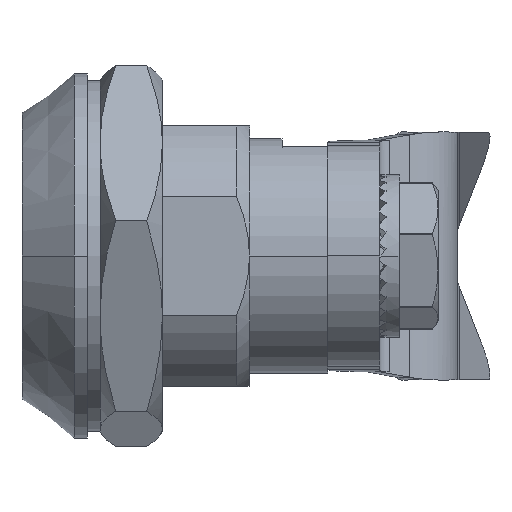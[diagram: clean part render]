
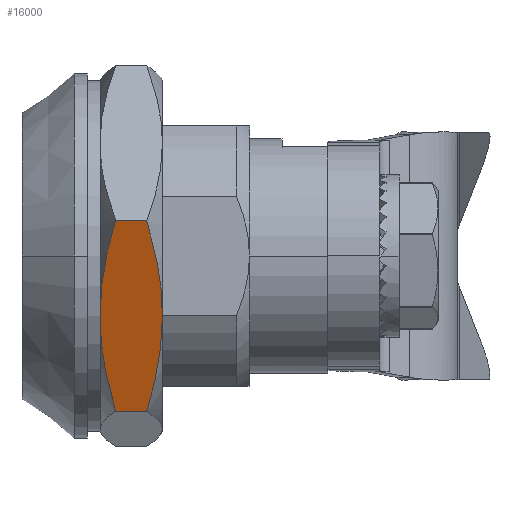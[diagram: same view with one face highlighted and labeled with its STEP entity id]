
A CAD part, left-side view. The second image highlights one B-rep face of the part: STEP entity #16000.
In plain terms, the highlighted planar face has unit normal (-0.94, 0, -0.342).
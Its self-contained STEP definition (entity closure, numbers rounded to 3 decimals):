
#374 = CARTESIAN_POINT ( 'NONE',  ( -10.899, -5.265, -9.534 ) ) ;
#623 = CARTESIAN_POINT ( 'NONE',  ( -10.026, -2.206, -11.937 ) ) ;
#925 = VERTEX_POINT ( 'NONE', #11573 ) ;
#1133 = CARTESIAN_POINT ( 'NONE',  ( -14.915, -4.962, 1.517 ) ) ;
#1286 = DIRECTION ( 'NONE',  ( 0., 1., 0. ) ) ;
#1649 = EDGE_LOOP ( 'NONE', ( #10945, #16809, #12759, #9809, #2430, #12677 ) ) ;
#1786 = EDGE_CURVE ( 'NONE', #13345, #7400, #7183, .T. ) ;
#2082 = VERTEX_POINT ( 'NONE', #14749 ) ;
#2232 = EDGE_CURVE ( 'NONE', #3535, #925, #6769, .T. ) ;
#2430 = ORIENTED_EDGE ( 'NONE', *, *, #2232, .F. ) ;
#2534 = VECTOR ( 'NONE', #1286, 1000. ) ;
#3002 = CARTESIAN_POINT ( 'NONE',  ( -15.35, -4.594, 2.714 ) ) ;
#3433 = FACE_OUTER_BOUND ( 'NONE', #1649, .T. ) ;
#3535 = VERTEX_POINT ( 'NONE', #15076 ) ;
#3614 = PLANE ( 'NONE',  #10130 ) ;
#3832 = CARTESIAN_POINT ( 'NONE',  ( -14.477, -5.265, 0.311 ) ) ;
#4132 = DIRECTION ( 'NONE',  ( -0.342, 0., 0.94 ) ) ;
#5067 = CARTESIAN_POINT ( 'NONE',  ( -14.477, -1.535, 0.311 ) ) ;
#5714 = CARTESIAN_POINT ( 'NONE',  ( -10.461, -4.962, -10.74 ) ) ;
#5955 = CARTESIAN_POINT ( 'NONE',  ( -12.234, -1., -5.861 ) ) ;
#5965 = EDGE_CURVE ( 'NONE', #2082, #15042, #15053, .T. ) ;
#6116 = B_SPLINE_CURVE_WITH_KNOTS ( 'NONE', 3,
 ( #14393, #6224, #15442, #5067, #11572, #9127 ),
 .UNSPECIFIED., .F., .F.,
 ( 4, 2, 4 ),
 ( 0., 0.004, 0.008 ),
 .UNSPECIFIED. ) ;
#6224 = CARTESIAN_POINT ( 'NONE',  ( -13.142, -1., -3.361 ) ) ;
#6505 = LINE ( 'NONE', #9152, #2534 ) ;
#6769 = B_SPLINE_CURVE_WITH_KNOTS ( 'NONE', 3,
 ( #623, #11226, #12461, #16525, #5955, #16708 ),
 .UNSPECIFIED., .F., .F.,
 ( 4, 2, 4 ),
 ( 0., 0.004, 0.008 ),
 .UNSPECIFIED. ) ;
#7047 = CARTESIAN_POINT ( 'NONE',  ( -11.785, -5.685, -7.095 ) ) ;
#7183 = B_SPLINE_CURVE_WITH_KNOTS ( 'NONE', 3,
 ( #12136, #9416, #7047, #374, #5714, #11080 ),
 .UNSPECIFIED., .F., .F.,
 ( 4, 2, 4 ),
 ( 0., 0.004, 0.008 ),
 .UNSPECIFIED. ) ;
#7400 = VERTEX_POINT ( 'NONE', #7490 ) ;
#7490 = CARTESIAN_POINT ( 'NONE',  ( -10.026, -4.594, -11.937 ) ) ;
#7738 = CARTESIAN_POINT ( 'NONE',  ( -12.688, -5.8, -4.611 ) ) ;
#8294 = CARTESIAN_POINT ( 'NONE',  ( -13.142, -5.8, -3.361 ) ) ;
#9127 = CARTESIAN_POINT ( 'NONE',  ( -15.35, -2.206, 2.714 ) ) ;
#9152 = CARTESIAN_POINT ( 'NONE',  ( -10.026, -1., -11.937 ) ) ;
#9168 = CARTESIAN_POINT ( 'NONE',  ( -13.591, -5.685, -2.128 ) ) ;
#9416 = CARTESIAN_POINT ( 'NONE',  ( -12.234, -5.8, -5.861 ) ) ;
#9809 = ORIENTED_EDGE ( 'NONE', *, *, #10406, .F. ) ;
#9985 = CARTESIAN_POINT ( 'NONE',  ( -15.35, -1., 2.714 ) ) ;
#10130 = AXIS2_PLACEMENT_3D ( 'NONE', #9985, #14040, #4132 ) ;
#10406 = EDGE_CURVE ( 'NONE', #925, #2082, #6116, .T. ) ;
#10502 = B_SPLINE_CURVE_WITH_KNOTS ( 'NONE', 3,
 ( #13126, #1133, #3832, #9168, #8294, #15033 ),
 .UNSPECIFIED., .F., .F.,
 ( 4, 2, 4 ),
 ( 0., 0.004, 0.008 ),
 .UNSPECIFIED. ) ;
#10604 = VECTOR ( 'NONE', #13483, 1000. ) ;
#10945 = ORIENTED_EDGE ( 'NONE', *, *, #1786, .F. ) ;
#11047 = EDGE_CURVE ( 'NONE', #15042, #13345, #10502, .T. ) ;
#11080 = CARTESIAN_POINT ( 'NONE',  ( -10.026, -4.594, -11.937 ) ) ;
#11226 = CARTESIAN_POINT ( 'NONE',  ( -10.461, -1.838, -10.74 ) ) ;
#11572 = CARTESIAN_POINT ( 'NONE',  ( -14.915, -1.838, 1.517 ) ) ;
#11573 = CARTESIAN_POINT ( 'NONE',  ( -12.688, -1., -4.611 ) ) ;
#12136 = CARTESIAN_POINT ( 'NONE',  ( -12.688, -5.8, -4.611 ) ) ;
#12252 = CARTESIAN_POINT ( 'NONE',  ( -15.35, -1., 2.714 ) ) ;
#12461 = CARTESIAN_POINT ( 'NONE',  ( -10.899, -1.535, -9.534 ) ) ;
#12677 = ORIENTED_EDGE ( 'NONE', *, *, #13601, .F. ) ;
#12759 = ORIENTED_EDGE ( 'NONE', *, *, #5965, .F. ) ;
#13126 = CARTESIAN_POINT ( 'NONE',  ( -15.35, -4.594, 2.714 ) ) ;
#13345 = VERTEX_POINT ( 'NONE', #7738 ) ;
#13483 = DIRECTION ( 'NONE',  ( 0., -1., 0. ) ) ;
#13601 = EDGE_CURVE ( 'NONE', #7400, #3535, #6505, .T. ) ;
#14040 = DIRECTION ( 'NONE',  ( -0.94, 0., -0.342 ) ) ;
#14393 = CARTESIAN_POINT ( 'NONE',  ( -12.688, -1., -4.611 ) ) ;
#14749 = CARTESIAN_POINT ( 'NONE',  ( -15.35, -2.206, 2.714 ) ) ;
#15033 = CARTESIAN_POINT ( 'NONE',  ( -12.688, -5.8, -4.611 ) ) ;
#15042 = VERTEX_POINT ( 'NONE', #3002 ) ;
#15053 = LINE ( 'NONE', #12252, #10604 ) ;
#15076 = CARTESIAN_POINT ( 'NONE',  ( -10.026, -2.206, -11.937 ) ) ;
#15442 = CARTESIAN_POINT ( 'NONE',  ( -13.591, -1.115, -2.128 ) ) ;
#16000 = ADVANCED_FACE ( 'NONE', ( #3433 ), #3614, .T. ) ;
#16525 = CARTESIAN_POINT ( 'NONE',  ( -11.785, -1.115, -7.095 ) ) ;
#16708 = CARTESIAN_POINT ( 'NONE',  ( -12.688, -1., -4.611 ) ) ;
#16809 = ORIENTED_EDGE ( 'NONE', *, *, #11047, .F. ) ;
